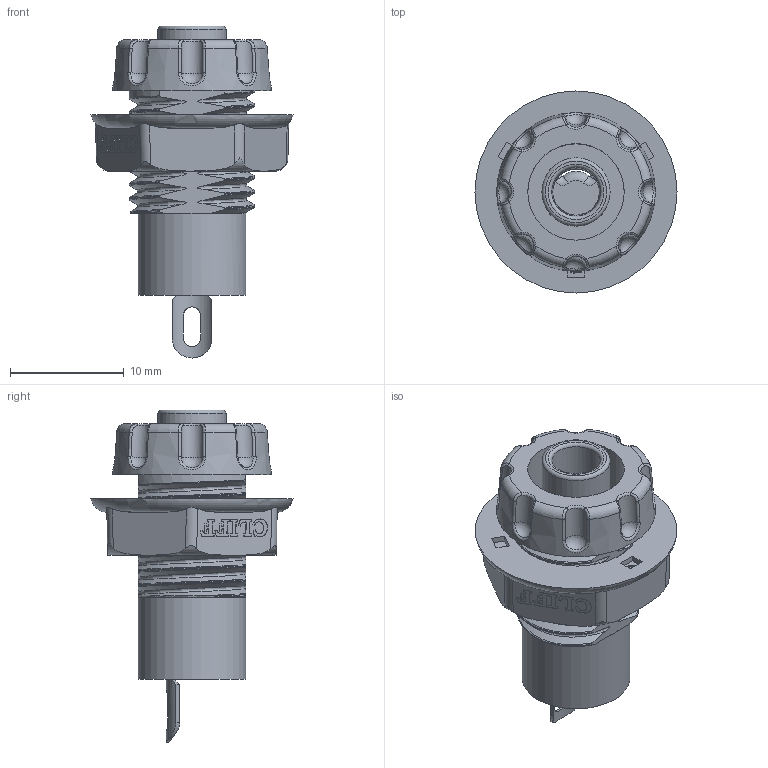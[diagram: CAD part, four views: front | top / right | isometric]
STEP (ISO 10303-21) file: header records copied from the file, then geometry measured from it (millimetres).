
FILE_DESCRIPTION(/* description */ (''),/* implementation_level */ '2;1');
FILE_NAME(/* name */ 'FCR14462 yellow S16C.stp',/* time_stamp */ '2023-01-10T14:39:32+00:00',/* author */ ('TOttley'),/* organization */ (''),/* preprocessor_version */ 'ST-DEVELOPER v18.1',/* originating_system */ 'Autodesk Inventor 2022',/* authorisation */ '');
FILE_SCHEMA (('AUTOMOTIVE_DESIGN { 1 0 10303 214 3 1 1 }'));
Length unit declared in the file: millimetre
Products named in the file (1): Part1
Bounding box: 17.8 x 17.8 x 29.25 mm (x, y, z)
Volume: 1913.8 mm3; surface area: 2983.5 mm2
Topology: 1 solids, 1 shells, 428 faces, 1220 edges, 791 vertices
Faces by surface type: bspline 191, plane 143, cylinder 63, torus 16, sphere 9, cone 6
Full cylindrical faces by diameter (mm): 4.3 x1, 6 x1, 8.5 x1, 9.5 x1, 9.884 x2, 11.273 x3
Entity records: 24093 total; most frequent: CARTESIAN_POINT 13980, ORIENTED_EDGE 2440, DIRECTION 1307, EDGE_CURVE 1220, VERTEX_POINT 791, B_SPLINE_CURVE_WITH_KNOTS 567, LINE 469, VECTOR 469
